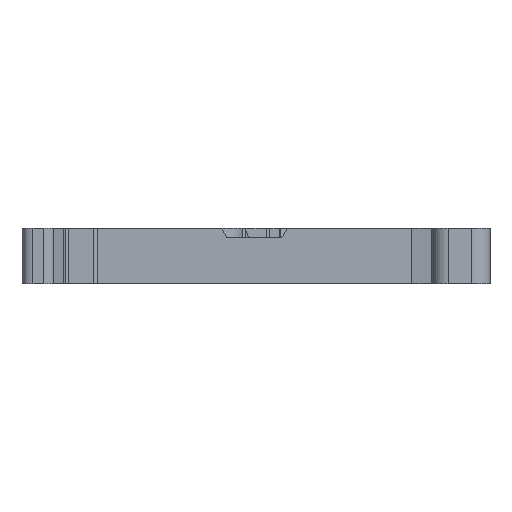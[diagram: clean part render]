
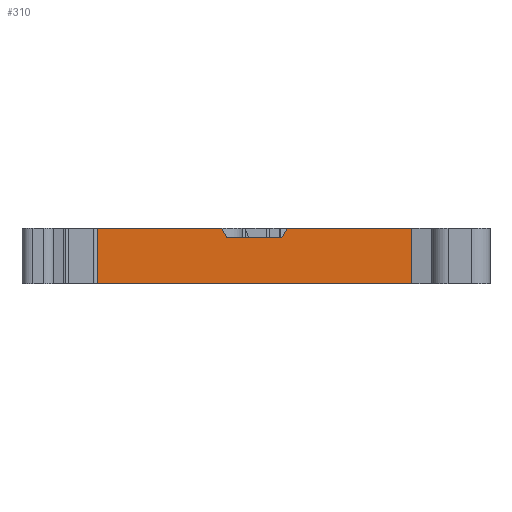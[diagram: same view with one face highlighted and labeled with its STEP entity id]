
A CAD part, front view. The second image highlights one B-rep face of the part: STEP entity #310.
In plain terms, the highlighted planar face has unit normal (0, -1, 0).
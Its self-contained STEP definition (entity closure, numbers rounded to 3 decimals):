
#310=ADVANCED_FACE('',(#856),#649,.F.);
#649=PLANE('',#7173);
#856=FACE_OUTER_BOUND('',#1209,.T.);
#1209=EDGE_LOOP('',(#3442,#3443,#3444,#3445,#3446,#3447,#3448,#3449,#3450,
#3451));
#1569=LINE('',#9767,#2284);
#1690=LINE('',#10211,#2405);
#1763=LINE('',#10471,#2478);
#1781=LINE('',#10516,#2496);
#1782=LINE('',#10518,#2497);
#1783=LINE('',#10520,#2498);
#1784=LINE('',#10521,#2499);
#1785=LINE('',#10525,#2500);
#2284=VECTOR('',#7707,1.);
#2405=VECTOR('',#8032,1.);
#2478=VECTOR('',#8225,1.);
#2496=VECTOR('',#8275,1.);
#2497=VECTOR('',#8278,1.);
#2498=VECTOR('',#8279,1.);
#2499=VECTOR('',#8280,1.);
#2500=VECTOR('',#8283,1.);
#3442=ORIENTED_EDGE('',*,*,#6111,.T.);
#3443=ORIENTED_EDGE('',*,*,#5956,.F.);
#3444=ORIENTED_EDGE('',*,*,#6110,.T.);
#3445=ORIENTED_EDGE('',*,*,#6087,.T.);
#3446=ORIENTED_EDGE('',*,*,#6112,.F.);
#3447=ORIENTED_EDGE('',*,*,#5735,.F.);
#3448=ORIENTED_EDGE('',*,*,#6113,.T.);
#3449=ORIENTED_EDGE('',*,*,#6114,.T.);
#3450=ORIENTED_EDGE('',*,*,#6115,.T.);
#3451=ORIENTED_EDGE('',*,*,#6116,.T.);
#5054=VERTEX_POINT('',#9766);
#5055=VERTEX_POINT('',#9768);
#5275=VERTEX_POINT('',#10210);
#5276=VERTEX_POINT('',#10212);
#5402=VERTEX_POINT('',#10470);
#5403=VERTEX_POINT('',#10472);
#5414=VERTEX_POINT('',#10519);
#5415=VERTEX_POINT('',#10522);
#5416=VERTEX_POINT('',#10524);
#5417=VERTEX_POINT('',#10526);
#5735=EDGE_CURVE('',#5054,#5055,#1569,.T.);
#5956=EDGE_CURVE('',#5275,#5276,#1690,.T.);
#6087=EDGE_CURVE('',#5403,#5402,#1763,.T.);
#6110=EDGE_CURVE('',#5275,#5403,#1781,.T.);
#6111=EDGE_CURVE('',#5414,#5276,#1782,.T.);
#6112=EDGE_CURVE('',#5055,#5402,#1783,.T.);
#6113=EDGE_CURVE('',#5054,#5415,#1784,.T.);
#6114=EDGE_CURVE('',#5415,#5416,#6865,.T.);
#6115=EDGE_CURVE('',#5416,#5417,#1785,.T.);
#6116=EDGE_CURVE('',#5417,#5414,#6866,.T.);
#6865=CIRCLE('',#7171,0.3);
#6866=CIRCLE('',#7172,0.3);
#7171=AXIS2_PLACEMENT_3D('',#10523,#8281,#8282);
#7172=AXIS2_PLACEMENT_3D('',#10527,#8284,#8285);
#7173=AXIS2_PLACEMENT_3D('',#10528,#8286,#8287);
#7707=DIRECTION('',(1.,0.,0.));
#8032=DIRECTION('',(1.,0.,0.));
#8225=DIRECTION('',(1.,0.,0.));
#8275=DIRECTION('',(0.,0.,-1.));
#8278=DIRECTION('',(-0.5,0.,0.866));
#8279=DIRECTION('',(0.,0.,-1.));
#8280=DIRECTION('',(-0.5,0.,-0.866));
#8281=DIRECTION('',(0.,1.,0.));
#8282=DIRECTION('',(0.866,0.,-0.5));
#8283=DIRECTION('',(-1.,0.,0.));
#8284=DIRECTION('',(0.,1.,0.));
#8285=DIRECTION('',(0.,0.,-1.));
#8286=DIRECTION('',(0.,1.,0.));
#8287=DIRECTION('',(-1.,0.,0.));
#9766=CARTESIAN_POINT('',(2.5,0.3,0.));
#9767=CARTESIAN_POINT('',(2.5,0.3,0.));
#9768=CARTESIAN_POINT('',(13.85,0.3,0.));
#10210=CARTESIAN_POINT('',(-14.85,0.3,0.));
#10211=CARTESIAN_POINT('',(-14.85,0.3,0.));
#10212=CARTESIAN_POINT('',(-3.5,0.3,0.));
#10470=CARTESIAN_POINT('',(13.85,0.3,-5.1));
#10471=CARTESIAN_POINT('',(-14.85,0.3,-5.1));
#10472=CARTESIAN_POINT('',(-14.85,0.3,-5.1));
#10516=CARTESIAN_POINT('',(-14.85,0.3,0.));
#10518=CARTESIAN_POINT('',(-3.067,0.3,-0.75));
#10519=CARTESIAN_POINT('',(-3.067,0.3,-0.75));
#10520=CARTESIAN_POINT('',(13.85,0.3,0.));
#10521=CARTESIAN_POINT('',(2.5,0.3,0.));
#10522=CARTESIAN_POINT('',(2.067,0.3,-0.75));
#10523=CARTESIAN_POINT('',(1.807,0.3,-0.6));
#10524=CARTESIAN_POINT('',(1.807,0.3,-0.9));
#10525=CARTESIAN_POINT('',(1.807,0.3,-0.9));
#10526=CARTESIAN_POINT('',(-2.807,0.3,-0.9));
#10527=CARTESIAN_POINT('',(-2.807,0.3,-0.6));
#10528=CARTESIAN_POINT('',(13.85,0.3,0.));
